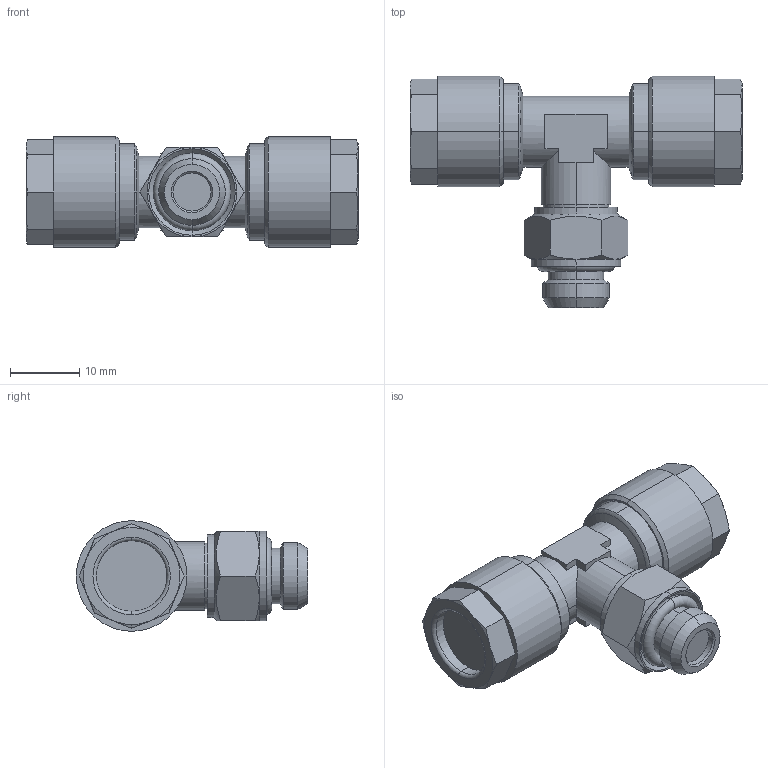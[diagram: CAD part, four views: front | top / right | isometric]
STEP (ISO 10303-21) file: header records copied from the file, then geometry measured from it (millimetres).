
FILE_DESCRIPTION (( 'STEP AP214' ), '1' );
FILE_NAME ('0121500006.step', '2012-09-28T13:25:28', ( '' ), ( '' ), 'SwSTEP 2.0', 'SolidWorks 2012', '' );
FILE_SCHEMA (( 'AUTOMOTIVE_DESIGN' ));
Length unit declared in the file: millimetre
Products named in the file (1): 0121500006
Bounding box: 48 x 33.45 x 16 mm (x, y, z)
Volume: 8999.8 mm3; surface area: 3963.6 mm2
Topology: 2 solids, 4 shells, 155 faces, 347 edges, 210 vertices
Faces by surface type: plane 55, cone 49, cylinder 33, torus 18
Entity records: 6227 total; most frequent: CARTESIAN_POINT 1037, DIRECTION 747, ORIENTED_EDGE 694, EDGE_CURVE 347, AXIS2_PLACEMENT_3D 306, VERTEX_POINT 210, EDGE_LOOP 167, UNCERTAINTY_MEASURE_WITH_UNIT 159
